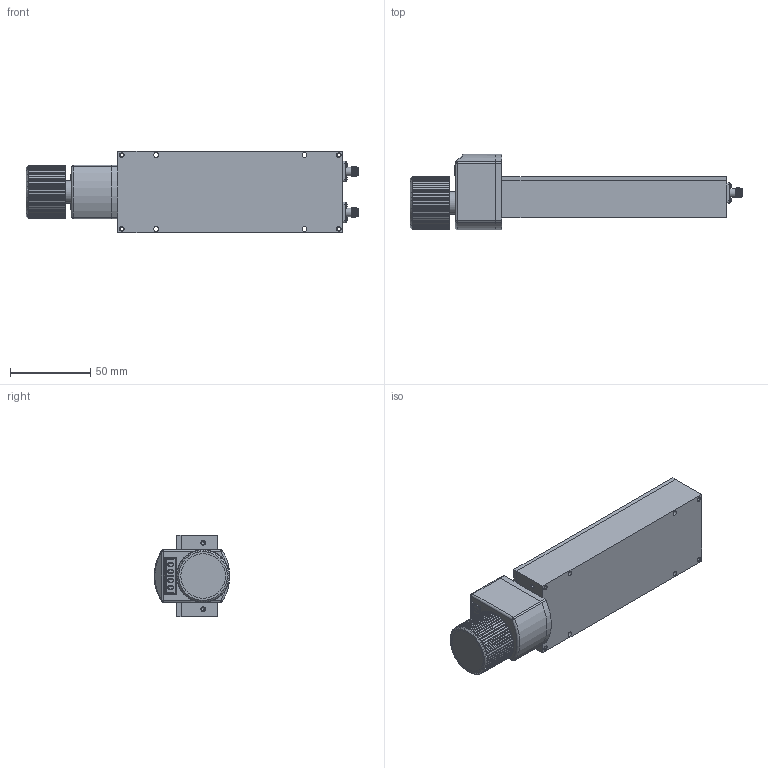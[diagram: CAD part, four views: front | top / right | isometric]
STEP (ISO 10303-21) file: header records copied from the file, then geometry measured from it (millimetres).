
FILE_DESCRIPTION (( 'STEP AP203' ), '1' );
FILE_NAME ('PE8255.step', '2020-02-26T18:10:42', ( '' ), ( '' ), 'SwSTEP 2.0', 'SolidWorks 2018', '' );
FILE_SCHEMA (( 'CONFIG_CONTROL_DESIGN' ));
Length unit declared in the file: inch
Products named in the file (1): PE8255
Bounding box: 206.38 x 46.85 x 50.8 mm (x, y, z)
Volume: 242134.1 mm3; surface area: 37342.3 mm2
Topology: 3 solids, 3 shells, 635 faces, 1648 edges, 1088 vertices
Faces by surface type: plane 353, cylinder 143, bspline 83, cone 47, sphere 6, torus 3
Full cylindrical faces by diameter (mm): 0.914 x2, 1.016 x2, 1.168 x2, 2.261 x6, 2.578 x8, 2.845 x10, 3.048 x4, 3.454 x8, 4.521 x2, 5.334 x4, 13.97 x1, 27.707 x1
Entity records: 34669 total; most frequent: CARTESIAN_POINT 20420, ORIENTED_EDGE 3116, DIRECTION 2505, EDGE_CURVE 1558, VERTEX_POINT 1069, AXIS2_PLACEMENT_3D 910, EDGE_LOOP 791, FACE_OUTER_BOUND 695
